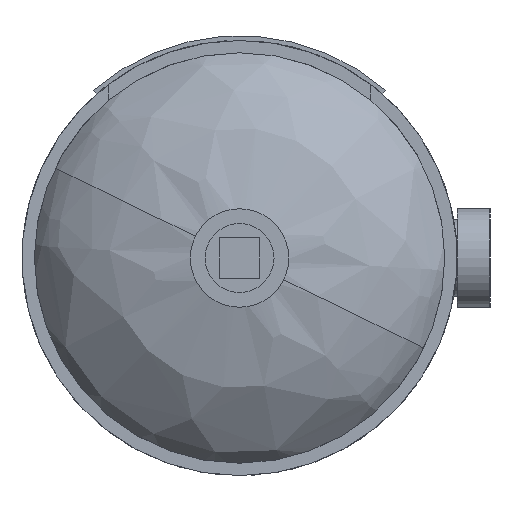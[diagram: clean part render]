
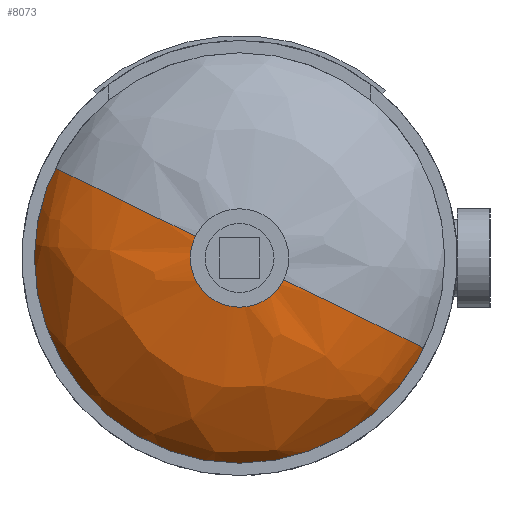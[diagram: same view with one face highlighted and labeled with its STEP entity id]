
A CAD part, front view. The second image highlights one B-rep face of the part: STEP entity #8073.
In plain terms, the highlighted free-form (B-spline) face has degree [3, 3] with [4, 4] control points.
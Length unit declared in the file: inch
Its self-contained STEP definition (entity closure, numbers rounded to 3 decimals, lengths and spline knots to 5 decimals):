
#102 = ORIENTED_EDGE ( 'NONE', *, *, #2137, .T. ) ;
#331 = FACE_OUTER_BOUND ( 'NONE', #3752, .T. ) ;
#373 = CARTESIAN_POINT ( 'NONE',  ( 2.25521, 2.55667, 0. ) ) ;
#459 = DIRECTION ( 'NONE',  ( 1., 0., 0. ) ) ;
#484 = AXIS2_PLACEMENT_3D ( 'NONE', #8716, #6588, #459 ) ;
#907 = VERTEX_POINT ( 'NONE', #8592 ) ;
#938 = CARTESIAN_POINT ( 'NONE',  ( -3.3125, 1.03175, 0. ) ) ;
#1234 = VERTEX_POINT ( 'NONE', #2545 ) ;
#1693 = CARTESIAN_POINT ( 'NONE',  ( -3.3125, 1.03175, -6.625 ) ) ;
#1722 = CARTESIAN_POINT ( 'NONE',  ( 3.3125, 1.89283, 0. ) ) ;
#1728 = CARTESIAN_POINT ( 'NONE',  ( 3.3125, 1.03175, -6.625 ) ) ;
#1959 = DIRECTION ( 'NONE',  ( 0., -1., 0. ) ) ;
#2098 = CARTESIAN_POINT ( 'NONE',  ( -2.25521, 2.55667, 0. ) ) ;
#2137 = EDGE_CURVE ( 'NONE', #907, #7854, #4195, .T. ) ;
#2198 =( BOUNDED_SURFACE ( )  B_SPLINE_SURFACE ( 3, 3, ( 
 ( #5001, #8410, #5087, #7179 ),
 ( #6554, #7866, #2275, #373 ),
 ( #2402, #7822, #3016, #2360 ),
 ( #938, #1693, #1728, #5131 ) ),
 .UNSPECIFIED., .F., .F., .T. ) 
 B_SPLINE_SURFACE_WITH_KNOTS ( ( 4, 4 ),
 ( 4, 4 ),
 ( 0., 1. ),
 ( 0., 1. ),
 .UNSPECIFIED. ) 
 GEOMETRIC_REPRESENTATION_ITEM ( )  RATIONAL_B_SPLINE_SURFACE ( (
 ( 1., 0.333, 0.333, 1.),
 ( 0.847, 0.282, 0.282, 0.847),
 ( 0.847, 0.282, 0.282, 0.847),
 ( 1., 0.333, 0.333, 1.) ) ) 
 REPRESENTATION_ITEM ( '' )  SURFACE ( )  );
#2275 = CARTESIAN_POINT ( 'NONE',  ( 2.25521, 2.55667, -4.51041 ) ) ;
#2360 = CARTESIAN_POINT ( 'NONE',  ( 3.3125, 1.89283, 0. ) ) ;
#2402 = CARTESIAN_POINT ( 'NONE',  ( -3.3125, 1.89283, 0. ) ) ;
#2439 = CARTESIAN_POINT ( 'NONE',  ( 2.25521, 2.55667, 0. ) ) ;
#2475 =( BOUNDED_CURVE ( )  B_SPLINE_CURVE ( 3, ( #6415, #2439, #1722, #4428 ),
 .UNSPECIFIED., .F., .F. ) 
 B_SPLINE_CURVE_WITH_KNOTS ( ( 4, 4 ),
 ( 1.76061, 3.14159 ),
 .UNSPECIFIED. ) 
 CURVE ( )  GEOMETRIC_REPRESENTATION_ITEM ( )  RATIONAL_B_SPLINE_CURVE ( ( 1., 0.847, 0.847, 1. ) ) 
 REPRESENTATION_ITEM ( '' )  );
#2545 = CARTESIAN_POINT ( 'NONE',  ( -0.625, 2.71914, 0. ) ) ;
#2581 = VERTEX_POINT ( 'NONE', #5988 ) ;
#2805 = CARTESIAN_POINT ( 'NONE',  ( -3.3125, 1.89283, 0. ) ) ;
#2838 = CARTESIAN_POINT ( 'NONE',  ( 0., 1.03175, 0. ) ) ;
#3016 = CARTESIAN_POINT ( 'NONE',  ( 3.3125, 1.89283, -6.625 ) ) ;
#3159 = AXIS2_PLACEMENT_3D ( 'NONE', #5450, #1959, #6883 ) ;
#3368 = DIRECTION ( 'NONE',  ( 1., 0., 0. ) ) ;
#3489 = CIRCLE ( 'NONE', #6482, 3.3125 ) ;
#3502 = EDGE_CURVE ( 'NONE', #1234, #907, #7028, .T. ) ;
#3703 =( BOUNDED_CURVE ( )  B_SPLINE_CURVE ( 3, ( #6886, #2098, #2805, #4046 ),
 .UNSPECIFIED., .F., .T. ) 
 B_SPLINE_CURVE_WITH_KNOTS ( ( 4, 4 ),
 ( 1.76061, 3.14159 ),
 .UNSPECIFIED. ) 
 CURVE ( )  GEOMETRIC_REPRESENTATION_ITEM ( )  RATIONAL_B_SPLINE_CURVE ( ( 1., 0.847, 0.847, 1. ) ) 
 REPRESENTATION_ITEM ( '' )  );
#3752 = EDGE_LOOP ( 'NONE', ( #4938, #4691, #102, #4821, #3937 ) ) ;
#3937 = ORIENTED_EDGE ( 'NONE', *, *, #4692, .F. ) ;
#4046 = CARTESIAN_POINT ( 'NONE',  ( -3.3125, 1.03175, 0. ) ) ;
#4195 = CIRCLE ( 'NONE', #484, 0.625 ) ;
#4268 = VERTEX_POINT ( 'NONE', #8052 ) ;
#4426 = EDGE_CURVE ( 'NONE', #1234, #4268, #3703, .T. ) ;
#4428 = CARTESIAN_POINT ( 'NONE',  ( 3.3125, 1.03175, 0. ) ) ;
#4691 = ORIENTED_EDGE ( 'NONE', *, *, #3502, .T. ) ;
#4692 = EDGE_CURVE ( 'NONE', #4268, #2581, #3489, .T. ) ;
#4821 = ORIENTED_EDGE ( 'NONE', *, *, #5877, .T. ) ;
#4938 = ORIENTED_EDGE ( 'NONE', *, *, #4426, .F. ) ;
#5001 = CARTESIAN_POINT ( 'NONE',  ( -0.625, 2.71914, 0. ) ) ;
#5087 = CARTESIAN_POINT ( 'NONE',  ( 0.625, 2.71914, -1.25 ) ) ;
#5131 = CARTESIAN_POINT ( 'NONE',  ( 3.3125, 1.03175, 0. ) ) ;
#5435 = CARTESIAN_POINT ( 'NONE',  ( 0.625, 2.71914, 0. ) ) ;
#5450 = CARTESIAN_POINT ( 'NONE',  ( 0., 2.71914, 0. ) ) ;
#5877 = EDGE_CURVE ( 'NONE', #7854, #2581, #2475, .T. ) ;
#5988 = CARTESIAN_POINT ( 'NONE',  ( 3.3125, 1.03175, 0. ) ) ;
#6152 = DIRECTION ( 'NONE',  ( 0., -1., 0. ) ) ;
#6415 = CARTESIAN_POINT ( 'NONE',  ( 0.625, 2.71914, 0. ) ) ;
#6482 = AXIS2_PLACEMENT_3D ( 'NONE', #2838, #6152, #3368 ) ;
#6554 = CARTESIAN_POINT ( 'NONE',  ( -2.25521, 2.55667, 0. ) ) ;
#6588 = DIRECTION ( 'NONE',  ( 0., -1., 0. ) ) ;
#6883 = DIRECTION ( 'NONE',  ( 1., 0., 0. ) ) ;
#6886 = CARTESIAN_POINT ( 'NONE',  ( -0.625, 2.71914, 0. ) ) ;
#7028 = CIRCLE ( 'NONE', #3159, 0.625 ) ;
#7179 = CARTESIAN_POINT ( 'NONE',  ( 0.625, 2.71914, 0. ) ) ;
#7822 = CARTESIAN_POINT ( 'NONE',  ( -3.3125, 1.89283, -6.625 ) ) ;
#7854 = VERTEX_POINT ( 'NONE', #5435 ) ;
#7866 = CARTESIAN_POINT ( 'NONE',  ( -2.25521, 2.55667, -4.51041 ) ) ;
#8052 = CARTESIAN_POINT ( 'NONE',  ( -3.3125, 1.03175, 0. ) ) ;
#8073 = ADVANCED_FACE ( 'NONE', ( #331 ), #2198, .F. ) ;
#8410 = CARTESIAN_POINT ( 'NONE',  ( -0.625, 2.71914, -1.25 ) ) ;
#8592 = CARTESIAN_POINT ( 'NONE',  ( 0., 2.71914, -0.625 ) ) ;
#8716 = CARTESIAN_POINT ( 'NONE',  ( 0., 2.71914, 0. ) ) ;
